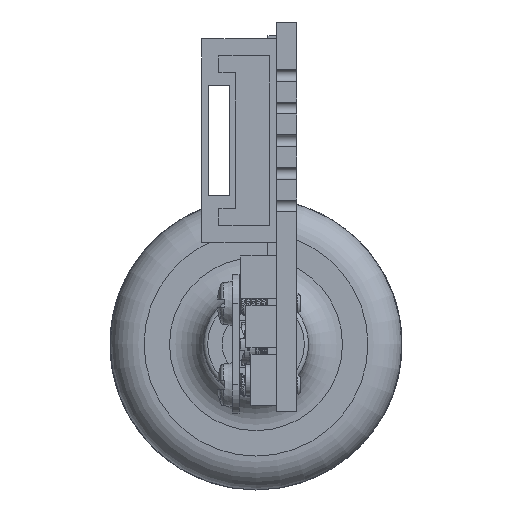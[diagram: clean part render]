
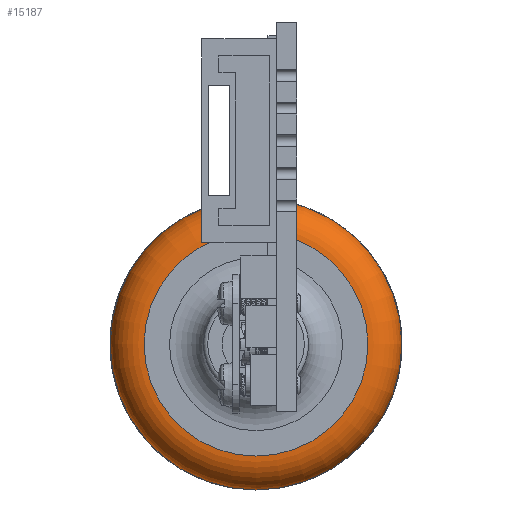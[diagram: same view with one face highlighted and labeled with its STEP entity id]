
A CAD part, left-side view. The second image highlights one B-rep face of the part: STEP entity #15187.
In plain terms, the highlighted toroidal (fillet/blend) face has major radius 6.6 mm and minor radius 2 mm.
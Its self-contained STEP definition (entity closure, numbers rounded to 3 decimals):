
#604=TOROIDAL_SURFACE('',#15900,6.6,2.);
#1557=FACE_OUTER_BOUND('',#2436,.T.);
#2436=EDGE_LOOP('',(#13169,#13170,#13171,#13172,#13173));
#2789=CIRCLE('',#15868,8.6);
#2790=CIRCLE('',#15869,8.6);
#2806=CIRCLE('',#15899,6.6);
#2807=CIRCLE('',#15901,2.);
#7119=VERTEX_POINT('',#38008);
#7120=VERTEX_POINT('',#38010);
#7149=VERTEX_POINT('',#38385);
#9171=EDGE_CURVE('',#7120,#7119,#2789,.T.);
#9172=EDGE_CURVE('',#7119,#7120,#2790,.T.);
#9221=EDGE_CURVE('',#7149,#7149,#2806,.T.);
#9222=EDGE_CURVE('',#7149,#7120,#2807,.T.);
#13169=ORIENTED_EDGE('',*,*,#9221,.T.);
#13170=ORIENTED_EDGE('',*,*,#9222,.T.);
#13171=ORIENTED_EDGE('',*,*,#9171,.T.);
#13172=ORIENTED_EDGE('',*,*,#9172,.T.);
#13173=ORIENTED_EDGE('',*,*,#9222,.F.);
#15187=ADVANCED_FACE('',(#1557),#604,.T.);
#15868=AXIS2_PLACEMENT_3D('',#38011,#17959,#17960);
#15869=AXIS2_PLACEMENT_3D('',#38012,#17961,#17962);
#15899=AXIS2_PLACEMENT_3D('',#38386,#18042,#18043);
#15900=AXIS2_PLACEMENT_3D('',#38387,#18044,#18045);
#15901=AXIS2_PLACEMENT_3D('',#38388,#18046,#18047);
#17959=DIRECTION('center_axis',(-1.,0.,0.));
#17960=DIRECTION('ref_axis',(0.,1.,0.));
#17961=DIRECTION('center_axis',(-1.,0.,0.));
#17962=DIRECTION('ref_axis',(0.,1.,0.));
#18042=DIRECTION('center_axis',(1.,0.,0.));
#18043=DIRECTION('ref_axis',(0.,1.,0.));
#18044=DIRECTION('center_axis',(-1.,0.,0.));
#18045=DIRECTION('ref_axis',(0.,0.,1.));
#18046=DIRECTION('center_axis',(0.,-1.,0.));
#18047=DIRECTION('ref_axis',(0.,0.,-1.));
#38008=CARTESIAN_POINT('',(80.159,-6.195,-5.912));
#38010=CARTESIAN_POINT('',(80.159,2.405,-14.512));
#38011=CARTESIAN_POINT('Origin',(80.159,2.405,-5.912));
#38012=CARTESIAN_POINT('Origin',(80.159,2.405,-5.912));
#38385=CARTESIAN_POINT('',(78.159,2.405,-12.512));
#38386=CARTESIAN_POINT('Origin',(78.159,2.405,-5.912));
#38387=CARTESIAN_POINT('Origin',(80.159,2.405,-5.912));
#38388=CARTESIAN_POINT('Origin',(80.159,2.405,-12.512));
